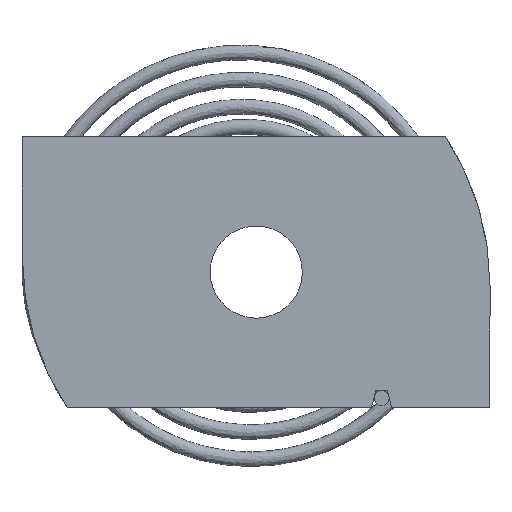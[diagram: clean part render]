
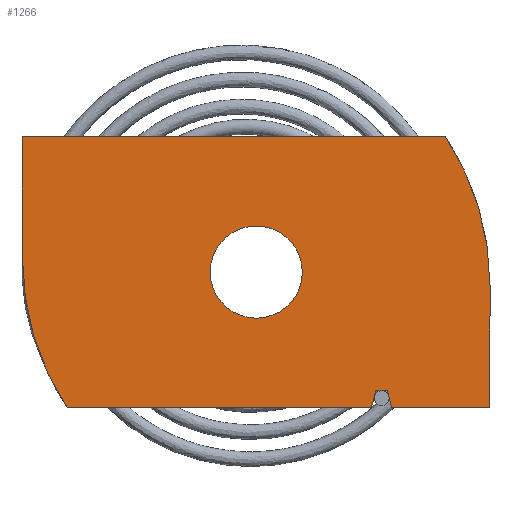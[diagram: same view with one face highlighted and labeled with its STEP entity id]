
A CAD part, front view. The second image highlights one B-rep face of the part: STEP entity #1266.
In plain terms, the highlighted planar face has unit normal (0, -1, 0).
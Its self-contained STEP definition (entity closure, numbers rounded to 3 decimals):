
#16 = ORIENTED_EDGE ( 'NONE', *, *, #63, .F. ) ;
#63 = EDGE_CURVE ( 'NONE', #811, #943, #221, .T. ) ;
#79 = CARTESIAN_POINT ( 'NONE',  ( -2.75, 0., -1. ) ) ;
#104 = CARTESIAN_POINT ( 'NONE',  ( -17.25, 0., 10. ) ) ;
#112 = AXIS2_PLACEMENT_3D ( 'NONE', #1515, #386, #1678 ) ;
#127 = ORIENTED_EDGE ( 'NONE', *, *, #1554, .F. ) ;
#136 = AXIS2_PLACEMENT_3D ( 'NONE', #511, #634, #1495 ) ;
#145 = EDGE_CURVE ( 'NONE', #1051, #1051, #816, .T. ) ;
#179 = VECTOR ( 'NONE', #395, 1000. ) ;
#182 = CARTESIAN_POINT ( 'NONE',  ( 13.953, 0., 10. ) ) ;
#197 = FACE_OUTER_BOUND ( 'NONE', #644, .T. ) ;
#199 = CARTESIAN_POINT ( 'NONE',  ( 9.672, 0., -8.75 ) ) ;
#221 = LINE ( 'NONE', #886, #1928 ) ;
#243 = EDGE_CURVE ( 'NONE', #1741, #292, #1049, .T. ) ;
#275 = EDGE_CURVE ( 'NONE', #1315, #1279, #1835, .T. ) ;
#277 = VECTOR ( 'NONE', #542, 1000. ) ;
#292 = VERTEX_POINT ( 'NONE', #703 ) ;
#329 = DIRECTION ( 'NONE',  ( -1., 0., 0. ) ) ;
#351 = LINE ( 'NONE', #379, #521 ) ;
#364 = DIRECTION ( 'NONE',  ( 0., 0., -1. ) ) ;
#366 = VERTEX_POINT ( 'NONE', #199 ) ;
#372 = CARTESIAN_POINT ( 'NONE',  ( 10.007, 0., -10. ) ) ;
#379 = CARTESIAN_POINT ( 'NONE',  ( 10.007, 0., -10. ) ) ;
#386 = DIRECTION ( 'NONE',  ( 0., 1., 0. ) ) ;
#395 = DIRECTION ( 'NONE',  ( 0., 0., -1. ) ) ;
#502 = DIRECTION ( 'NONE',  ( 0., 1., 0. ) ) ;
#511 = CARTESIAN_POINT ( 'NONE',  ( 2.75, 0., 1. ) ) ;
#521 = VECTOR ( 'NONE', #1470, 1000. ) ;
#530 = EDGE_CURVE ( 'NONE', #1172, #811, #759, .T. ) ;
#539 = CARTESIAN_POINT ( 'NONE',  ( -17.25, 0., 10. ) ) ;
#542 = DIRECTION ( 'NONE',  ( 0.259, 0., 0.966 ) ) ;
#545 = DIRECTION ( 'NONE',  ( 0., 0., -1. ) ) ;
#634 = DIRECTION ( 'NONE',  ( 0., -1., 0. ) ) ;
#637 = ORIENTED_EDGE ( 'NONE', *, *, #896, .T. ) ;
#640 = VECTOR ( 'NONE', #329, 1000. ) ;
#644 = EDGE_LOOP ( 'NONE', ( #1947, #956, #1325, #1643, #127, #16, #1107, #994, #689, #637 ) ) ;
#647 = CARTESIAN_POINT ( 'NONE',  ( 17.25, 0., -1. ) ) ;
#661 = LINE ( 'NONE', #1104, #640 ) ;
#663 = CARTESIAN_POINT ( 'NONE',  ( 17.25, 0., -10. ) ) ;
#689 = ORIENTED_EDGE ( 'NONE', *, *, #243, .T. ) ;
#700 = LINE ( 'NONE', #539, #1444 ) ;
#703 = CARTESIAN_POINT ( 'NONE',  ( 8.828, 0., -8.75 ) ) ;
#713 = CARTESIAN_POINT ( 'NONE',  ( 17.25, 0., -1. ) ) ;
#716 = LINE ( 'NONE', #1362, #1389 ) ;
#759 = CIRCLE ( 'NONE', #1567, 20. ) ;
#811 = VERTEX_POINT ( 'NONE', #872 ) ;
#813 = CARTESIAN_POINT ( 'NONE',  ( -13.953, 0., -10. ) ) ;
#816 = CIRCLE ( 'NONE', #112, 3.4 ) ;
#836 = EDGE_CURVE ( 'NONE', #1817, #1315, #1754, .T. ) ;
#872 = CARTESIAN_POINT ( 'NONE',  ( -17.25, 0., 1. ) ) ;
#886 = CARTESIAN_POINT ( 'NONE',  ( -17.25, 0., 10. ) ) ;
#888 = CARTESIAN_POINT ( 'NONE',  ( 0., 0., 3.4 ) ) ;
#896 = EDGE_CURVE ( 'NONE', #292, #366, #716, .T. ) ;
#918 = EDGE_CURVE ( 'NONE', #1279, #1426, #1223, .T. ) ;
#943 = VERTEX_POINT ( 'NONE', #104 ) ;
#956 = ORIENTED_EDGE ( 'NONE', *, *, #918, .F. ) ;
#975 = CARTESIAN_POINT ( 'NONE',  ( 2.75, 0., 1. ) ) ;
#994 = ORIENTED_EDGE ( 'NONE', *, *, #1082, .F. ) ;
#1049 = LINE ( 'NONE', #1995, #277 ) ;
#1051 = VERTEX_POINT ( 'NONE', #888 ) ;
#1082 = EDGE_CURVE ( 'NONE', #1741, #1172, #661, .T. ) ;
#1104 = CARTESIAN_POINT ( 'NONE',  ( -13.953, 0., -10. ) ) ;
#1107 = ORIENTED_EDGE ( 'NONE', *, *, #530, .F. ) ;
#1129 = FACE_BOUND ( 'NONE', #1510, .T. ) ;
#1172 = VERTEX_POINT ( 'NONE', #813 ) ;
#1184 = DIRECTION ( 'NONE',  ( 1., 0., 0. ) ) ;
#1223 = LINE ( 'NONE', #1848, #1281 ) ;
#1266 = ADVANCED_FACE ( 'NONE', ( #1129, #197 ), #1803, .T. ) ;
#1279 = VERTEX_POINT ( 'NONE', #663 ) ;
#1281 = VECTOR ( 'NONE', #1868, 1000. ) ;
#1315 = VERTEX_POINT ( 'NONE', #647 ) ;
#1325 = ORIENTED_EDGE ( 'NONE', *, *, #275, .F. ) ;
#1362 = CARTESIAN_POINT ( 'NONE',  ( 9.672, 0., -8.75 ) ) ;
#1389 = VECTOR ( 'NONE', #1838, 1000. ) ;
#1394 = CARTESIAN_POINT ( 'NONE',  ( 8.493, 0., -10. ) ) ;
#1426 = VERTEX_POINT ( 'NONE', #372 ) ;
#1444 = VECTOR ( 'NONE', #1184, 1000. ) ;
#1470 = DIRECTION ( 'NONE',  ( 0.259, 0., -0.966 ) ) ;
#1495 = DIRECTION ( 'NONE',  ( 0., 0., -1. ) ) ;
#1510 = EDGE_LOOP ( 'NONE', ( #2090 ) ) ;
#1515 = CARTESIAN_POINT ( 'NONE',  ( 0., 0., 0. ) ) ;
#1554 = EDGE_CURVE ( 'NONE', #943, #1817, #700, .T. ) ;
#1567 = AXIS2_PLACEMENT_3D ( 'NONE', #975, #502, #364 ) ;
#1643 = ORIENTED_EDGE ( 'NONE', *, *, #836, .F. ) ;
#1678 = DIRECTION ( 'NONE',  ( 0., 0., 1. ) ) ;
#1697 = DIRECTION ( 'NONE',  ( 0., 0., 1. ) ) ;
#1741 = VERTEX_POINT ( 'NONE', #1394 ) ;
#1754 = CIRCLE ( 'NONE', #2035, 20. ) ;
#1803 = PLANE ( 'NONE',  #136 ) ;
#1817 = VERTEX_POINT ( 'NONE', #182 ) ;
#1835 = LINE ( 'NONE', #713, #179 ) ;
#1838 = DIRECTION ( 'NONE',  ( 1., 0., 0. ) ) ;
#1841 = EDGE_CURVE ( 'NONE', #366, #1426, #351, .T. ) ;
#1848 = CARTESIAN_POINT ( 'NONE',  ( -13.953, 0., -10. ) ) ;
#1857 = DIRECTION ( 'NONE',  ( 0., 1., 0. ) ) ;
#1868 = DIRECTION ( 'NONE',  ( -1., 0., 0. ) ) ;
#1928 = VECTOR ( 'NONE', #1697, 1000. ) ;
#1947 = ORIENTED_EDGE ( 'NONE', *, *, #1841, .T. ) ;
#1995 = CARTESIAN_POINT ( 'NONE',  ( 8.828, 0., -8.75 ) ) ;
#2035 = AXIS2_PLACEMENT_3D ( 'NONE', #79, #1857, #545 ) ;
#2090 = ORIENTED_EDGE ( 'NONE', *, *, #145, .T. ) ;
